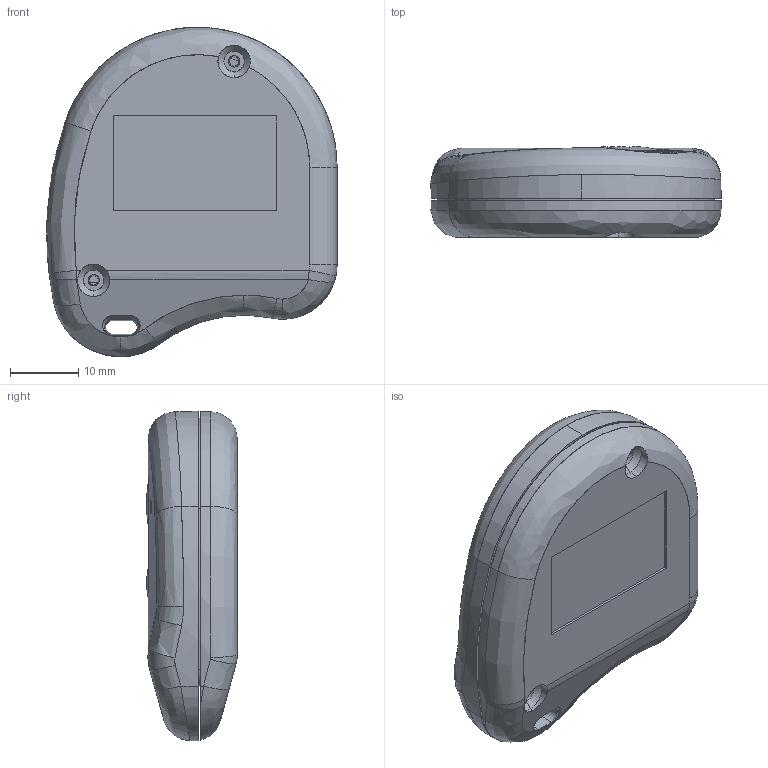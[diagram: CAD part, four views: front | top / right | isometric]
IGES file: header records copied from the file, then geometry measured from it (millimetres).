
Start section: SolidWorks IGES file using analytic representation for surfaces
Global section: file name: P-25.IGS; native system: SolidWorks 2009; preprocessor: SolidWorks 2009; author: lukasz; date: 130430.070614; units: millimetre
Bounding box: 42.56 x 13.3 x 48.3 mm (x, y, z)
Surface area: 10614.6 mm2 (no closed solid volume)
Topology: 0 solids, 0 shells, 289 faces, 4080 edges, 4076 vertices
Faces by surface type: bspline 157, revolution 132
